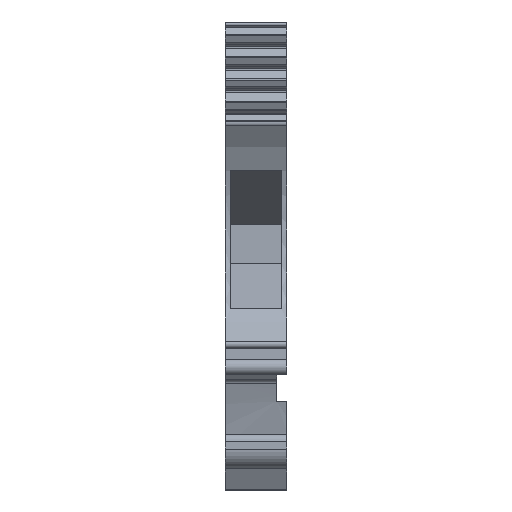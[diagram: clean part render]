
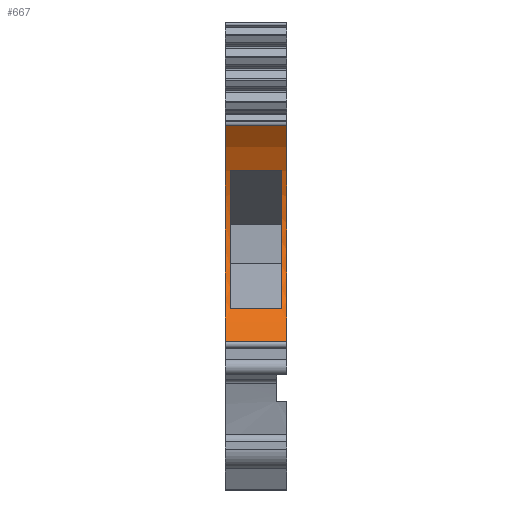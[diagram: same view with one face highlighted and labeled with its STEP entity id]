
A CAD part, front view. The second image highlights one B-rep face of the part: STEP entity #667.
In plain terms, the highlighted cylindrical face has radius 15.396 mm (diameter 30.792 mm), a partial arc.
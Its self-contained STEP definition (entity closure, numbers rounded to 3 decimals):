
#667 = ADVANCED_FACE( '', ( #1496, #1497 ), #1498, .F. );
#1496 = FACE_BOUND( '', #2481, .T. );
#1497 = FACE_OUTER_BOUND( '', #2482, .T. );
#1498 = CYLINDRICAL_SURFACE( '', #2483, 15.396 );
#2481 = EDGE_LOOP( '', ( #4575, #4576, #4577, #4578 ) );
#2482 = EDGE_LOOP( '', ( #4579, #4580, #4581, #4582 ) );
#2483 = AXIS2_PLACEMENT_3D( '', #4583, #4584, #4585 );
#4575 = ORIENTED_EDGE( '', *, *, #6481, .F. );
#4576 = ORIENTED_EDGE( '', *, *, #6374, .T. );
#4577 = ORIENTED_EDGE( '', *, *, #6963, .T. );
#4578 = ORIENTED_EDGE( '', *, *, #6974, .T. );
#4579 = ORIENTED_EDGE( '', *, *, #6846, .F. );
#4580 = ORIENTED_EDGE( '', *, *, #6975, .F. );
#4581 = ORIENTED_EDGE( '', *, *, #6976, .T. );
#4582 = ORIENTED_EDGE( '', *, *, #6198, .T. );
#4583 = CARTESIAN_POINT( '', ( 6.1, -5.549, 26.382 ) );
#4584 = DIRECTION( '', ( 1., 0., 0. ) );
#4585 = DIRECTION( '', ( 0., 0., 1. ) );
#6198 = EDGE_CURVE( '', #7525, #7523, #7526, .T. );
#6374 = EDGE_CURVE( '', #7827, #7832, #7834, .T. );
#6481 = EDGE_CURVE( '', #7827, #8010, #8011, .T. );
#6846 = EDGE_CURVE( '', #8593, #7523, #8595, .T. );
#6963 = EDGE_CURVE( '', #7832, #8759, #8761, .T. );
#6974 = EDGE_CURVE( '', #8759, #8010, #8775, .F. );
#6975 = EDGE_CURVE( '', #8776, #8593, #8777, .T. );
#6976 = EDGE_CURVE( '', #8776, #7525, #8778, .T. );
#7523 = VERTEX_POINT( '', #9460 );
#7525 = VERTEX_POINT( '', #9462 );
#7526 = LINE( '', #9463, #9464 );
#7827 = VERTEX_POINT( '', #9874 );
#7832 = VERTEX_POINT( '', #9881 );
#7834 = LINE( '', #9884, #9885 );
#8010 = VERTEX_POINT( '', #10130 );
#8011 = CIRCLE( '', #10131, 15.396 );
#8593 = VERTEX_POINT( '', #10930 );
#8595 = CIRCLE( '', #10932, 15.396 );
#8759 = VERTEX_POINT( '', #11162 );
#8761 = CIRCLE( '', #11165, 15.396 );
#8775 = LINE( '', #11184, #11185 );
#8776 = VERTEX_POINT( '', #11186 );
#8777 = LINE( '', #11187, #11188 );
#8778 = CIRCLE( '', #11189, 15.396 );
#9460 = CARTESIAN_POINT( '', ( 0., 6.434, 36.048 ) );
#9462 = CARTESIAN_POINT( '', ( 6.1, 6.434, 36.048 ) );
#9463 = CARTESIAN_POINT( '', ( 6.1, 6.434, 36.048 ) );
#9464 = VECTOR( '', #11921, 1000. );
#9874 = CARTESIAN_POINT( '', ( 5.6, 7.293, 17.89 ) );
#9881 = CARTESIAN_POINT( '', ( 0.5, 7.293, 17.89 ) );
#9884 = CARTESIAN_POINT( '', ( 6.1, 7.293, 17.89 ) );
#9885 = VECTOR( '', #12124, 1000. );
#10130 = CARTESIAN_POINT( '', ( 5.6, 8.961, 31.529 ) );
#10131 = AXIS2_PLACEMENT_3D( '', #12236, #12237, #12238 );
#10930 = CARTESIAN_POINT( '', ( 0., 4.487, 14.707 ) );
#10932 = AXIS2_PLACEMENT_3D( '', #12717, #12718, #12719 );
#11162 = CARTESIAN_POINT( '', ( 0.5, 8.961, 31.529 ) );
#11165 = AXIS2_PLACEMENT_3D( '', #12859, #12860, #12861 );
#11184 = CARTESIAN_POINT( '', ( 6.1, 8.961, 31.529 ) );
#11185 = VECTOR( '', #12870, 1000. );
#11186 = CARTESIAN_POINT( '', ( 6.1, 4.487, 14.707 ) );
#11187 = CARTESIAN_POINT( '', ( 6.1, 4.487, 14.707 ) );
#11188 = VECTOR( '', #12871, 1000. );
#11189 = AXIS2_PLACEMENT_3D( '', #12872, #12873, #12874 );
#11921 = DIRECTION( '', ( -1., 0., 0. ) );
#12124 = DIRECTION( '', ( -1., 0., 0. ) );
#12236 = CARTESIAN_POINT( '', ( 5.6, -5.549, 26.382 ) );
#12237 = DIRECTION( '', ( 1., 0., 0. ) );
#12238 = DIRECTION( '', ( 0., 0., -1. ) );
#12717 = CARTESIAN_POINT( '', ( 0., -5.549, 26.382 ) );
#12718 = DIRECTION( '', ( 1., 0., 0. ) );
#12719 = DIRECTION( '', ( 0., 0., -1. ) );
#12859 = CARTESIAN_POINT( '', ( 0.5, -5.549, 26.382 ) );
#12860 = DIRECTION( '', ( 1., 0., 0. ) );
#12861 = DIRECTION( '', ( 0., 0., -1. ) );
#12870 = DIRECTION( '', ( -1., 0., 0. ) );
#12871 = DIRECTION( '', ( -1., 0., 0. ) );
#12872 = CARTESIAN_POINT( '', ( 6.1, -5.549, 26.382 ) );
#12873 = DIRECTION( '', ( 1., 0., 0. ) );
#12874 = DIRECTION( '', ( 0., 0., -1. ) );
